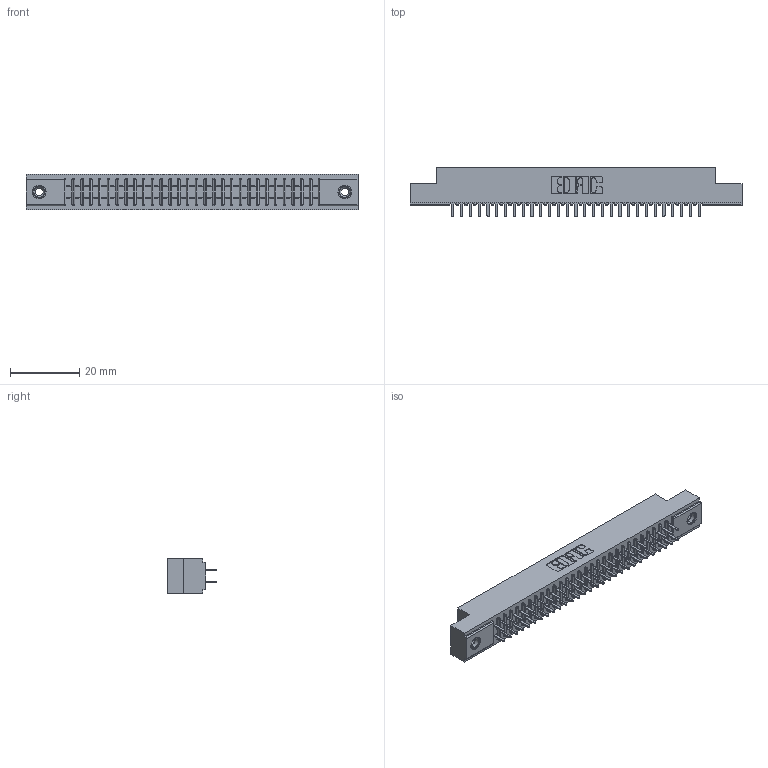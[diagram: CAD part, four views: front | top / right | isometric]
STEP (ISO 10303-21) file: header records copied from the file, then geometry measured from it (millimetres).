
FILE_DESCRIPTION (( 'STEP AP203' ), '1' );
FILE_NAME ('391-058-520-208.STEP', '2018-08-09T11:40:37', ( '' ), ( '' ), 'SwSTEP 2.0', 'SolidWorks 2016', '' );
FILE_SCHEMA (( 'CONFIG_CONTROL_DESIGN' ));
Length unit declared in the file: inch
Products named in the file (4): 341 Part_.156 (3.96) Dia Mounting Holes; 341-292-001_341-292-120; 345-250-001_345-250-003-102; 391-058-520-208
Assembly tree (61 placements, depth 2):
  391-058-520-208
    341 Part_.156 (3.96) Dia Mounting Holes
    341-292-001_341-292-120  x58
    345-250-001_345-250-003-102  x2
Bounding box: 95.89 x 14.27 x 10.16 mm (x, y, z)
Volume: 7064.9 mm3; surface area: 12094.9 mm2
Topology: 61 solids, 61 shells, 4004 faces, 11559 edges, 7482 vertices
Faces by surface type: plane 2420, cylinder 1452, sphere 60, torus 60, cone 12
Entity records: 38013 total; most frequent: CARTESIAN_POINT 6302, ORIENTED_EDGE 6254, DIRECTION 6135, EDGE_CURVE 3127, VECTOR 2509, LINE 2509, VERTEX_POINT 1980, AXIS2_PLACEMENT_3D 1813
